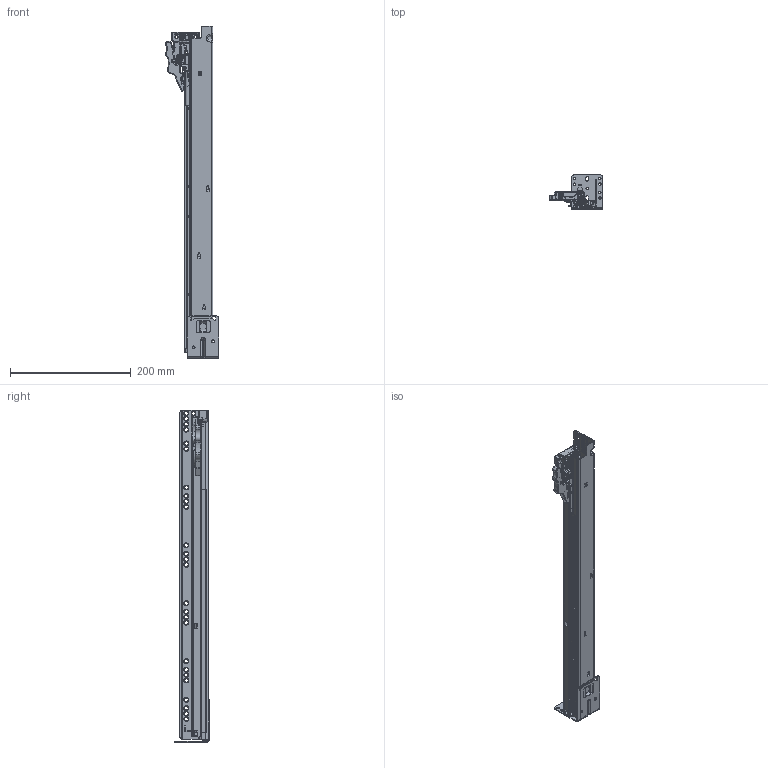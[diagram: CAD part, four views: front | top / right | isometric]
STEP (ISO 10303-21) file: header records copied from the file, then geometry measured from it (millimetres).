
FILE_DESCRIPTION (( 'STEP AP214' ), '1' );
FILE_NAME ('FR_3001.21inch_min_closed_right.STEP', '2022-10-31T12:33:39', ( '' ), ( '' ), 'SwSTEP 2.0', 'SolidWorks 2020', '' );
FILE_SCHEMA (( 'AUTOMOTIVE_DESIGN' ));
Length unit declared in the file: millimetre
Products named in the file (30): FR 3001.21-01 RIGHT.C047; FR 3XXX HANDLE SCREW; FR 3XXX HOOK; FR 3XXX ECD DAMPER CYLINDER; FR 3XXX END CAP RIGHT; FR 3XXX LOCATING BLOCK RIGHT; FR 3XXX ECD LONG SPRING RIGHT; FR 3XXX.XXX-04 RIGHT; FR 3XXX ECD LATCH RIGHT; 3001.XXX-01 RIGHT.C047_NL 21 CLOSED; FR 3001 REAR BRACKET; FR 3XXX LOCKING HANDLE RIGHT; FR 3XXX ECD RIGHT_ECD RIGHT CLOSED; FR 3XXX ECD LATCH PIVOT RIGHT; FR 3001.21-03 RIGHT.C047; FR 3XXX ECD PIN; FR 3XXX SLIDER RIGHT; FR 3001.21-02 RIGHT.C047; FR 3XXX ECD DAMPER ROD; FR 3XXX PLASTIC HOUSING RIGHT; FR 3XXX THUMBWHEEL; FR 3XXX METAL PLATE RIGHT; FR 3XXX ECD SHORT SPRING RIGHT; FR 3XXX L_R ADJUSTMENT THREAD; 3001.XXX-03 RIGHT.C047_NL  21; FR 3XXX CLOSE ADJUSTMENT RIGHT; FR 3XXX ECD HOUSING RIGHT; FR 3XXX HOUSING SCREW; FR_3001.21inch_min_closed_right; 3001.XXX-02 RIGHT.C047_NL 21
Assembly tree (32 placements, depth 4):
  FR_3001.21inch_min_closed_right
    3001.XXX-01 RIGHT.C047_NL 21 CLOSED
      FR 3001.21-01 RIGHT.C047
      FR 3XXX ECD RIGHT_ECD RIGHT CLOSED
        FR 3XXX ECD HOUSING RIGHT
        FR 3XXX ECD SHORT SPRING RIGHT
        FR 3XXX ECD LONG SPRING RIGHT
        FR 3XXX ECD DAMPER CYLINDER
        FR 3XXX ECD DAMPER ROD
        FR 3XXX ECD LATCH PIVOT RIGHT
        FR 3XXX ECD LATCH RIGHT
    3001.XXX-02 RIGHT.C047_NL 21
      FR 3001.21-02 RIGHT.C047
    3001.XXX-03 RIGHT.C047_NL  21
      FR 3XXX END CAP RIGHT
      FR 3001.21-03 RIGHT.C047
      FR 3XXX HOOK
      FR 3XXX ECD PIN
    FR 3XXX.XXX-04 RIGHT
      FR 3XXX METAL PLATE RIGHT
      FR 3XXX L_R ADJUSTMENT THREAD
      FR 3XXX SLIDER RIGHT
      FR 3XXX PLASTIC HOUSING RIGHT
      FR 3XXX HANDLE SCREW
      FR 3XXX CLOSE ADJUSTMENT RIGHT
      FR 3XXX LOCATING BLOCK RIGHT
      FR 3XXX LOCKING HANDLE RIGHT
      FR 3XXX THUMBWHEEL  x2
      FR 3XXX HOUSING SCREW  x3
    FR 3001 REAR BRACKET
Bounding box: 89.06 x 57 x 550.5 mm (x, y, z)
Volume: 213903.6 mm3; surface area: 291772.9 mm2
Topology: 27 solids, 27 shells, 4965 faces, 12566 edges, 7484 vertices
Faces by surface type: cylinder 1839, plane 1571, torus 854, cone 276, bspline 261, sphere 164
Entity records: 150364 total; most frequent: CARTESIAN_POINT 40143, DIRECTION 23654, ORIENTED_EDGE 22804, EDGE_CURVE 11402, AXIS2_PLACEMENT_3D 8849, VERTEX_POINT 6917, LINE 5956, VECTOR 5956
